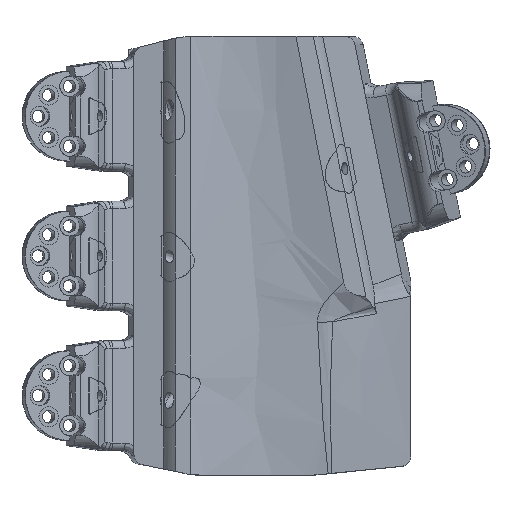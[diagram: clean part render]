
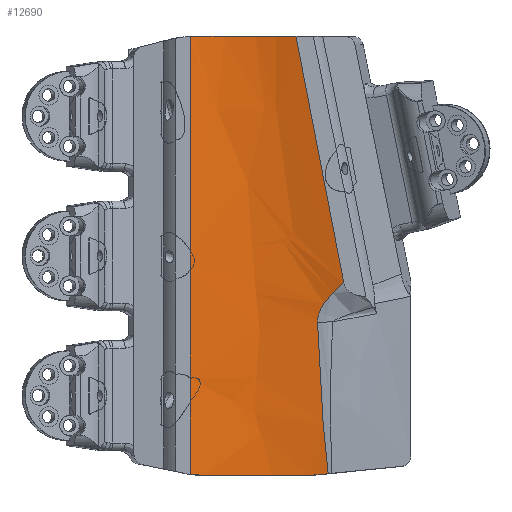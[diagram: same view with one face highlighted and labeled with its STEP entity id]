
A CAD part, top view. The second image highlights one B-rep face of the part: STEP entity #12690.
In plain terms, the highlighted free-form (B-spline) face has degree [3, 3] with [5, 4] control points.
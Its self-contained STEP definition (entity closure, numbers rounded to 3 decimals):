
#117=B_SPLINE_SURFACE_WITH_KNOTS('',3,3,((#22997,#22998,#22999,#23000),
(#23001,#23002,#23003,#23004),(#23005,#23006,#23007,#23008),(#23009,#23010,
#23011,#23012),(#23013,#23014,#23015,#23016)),.UNSPECIFIED.,.F.,.F.,.F.,
(4,1,4),(4,4),(0.,0.571,1.),(0.033,
0.989),.UNSPECIFIED.);
#359=B_SPLINE_CURVE_WITH_KNOTS('',3,(#22809,#22810,#22811,#22812,#22813,
#22814,#22815),.UNSPECIFIED.,.F.,.F.,(4,3,4),(0.075,0.924,
2.156),.UNSPECIFIED.);
#363=B_SPLINE_CURVE_WITH_KNOTS('',3,(#22916,#22917,#22918,#22919),
 .UNSPECIFIED.,.F.,.F.,(4,4),(1.068,1.315),
 .UNSPECIFIED.);
#370=B_SPLINE_CURVE_WITH_KNOTS('',3,(#22993,#22994,#22995,#22996),
 .UNSPECIFIED.,.F.,.F.,(4,4),(-6.495,-6.42),
 .UNSPECIFIED.);
#371=B_SPLINE_CURVE_WITH_KNOTS('',3,(#23028,#23029,#23030,#23031,#23032,
#23033,#23034),.UNSPECIFIED.,.F.,.F.,(4,3,4),(-0.305,-0.153,
0.),.UNSPECIFIED.);
#372=B_SPLINE_CURVE_WITH_KNOTS('',3,(#23036,#23037,#23038,#23039,#23040,
#23041,#23042),.UNSPECIFIED.,.F.,.F.,(4,3,4),(0.15,0.84,
2.208),.UNSPECIFIED.);
#373=B_SPLINE_CURVE_WITH_KNOTS('',3,(#23043,#23044,#23045,#23046),
 .UNSPECIFIED.,.F.,.F.,(4,4),(-7.315,-7.114),
 .UNSPECIFIED.);
#374=B_SPLINE_CURVE_WITH_KNOTS('',3,(#23048,#23049,#23050,#23051,#23052,
#23053),.UNSPECIFIED.,.F.,.F.,(4,1,1,4),(-3.054,-1.309,
-0.436,-0.004),.UNSPECIFIED.);
#375=B_SPLINE_CURVE_WITH_KNOTS('',3,(#23055,#23056,#23057,#23058,#23059,
#23060),.UNSPECIFIED.,.F.,.F.,(4,1,1,4),(-1.095,-0.581,
-0.194,0.),.UNSPECIFIED.);
#1427=FACE_OUTER_BOUND('',#2138,.T.);
#2138=EDGE_LOOP('',(#9766,#9767,#9768,#9769,#9770,#9771,#9772,#9773,#9774,
#9775,#9776,#9777,#9778,#9779));
#3430=LINE('',#23018,#4466);
#3431=LINE('',#23020,#4467);
#3432=LINE('',#23022,#4468);
#3433=LINE('',#23024,#4469);
#3434=LINE('',#23026,#4470);
#3435=LINE('',#23061,#4471);
#4466=VECTOR('',#15510,92.);
#4467=VECTOR('',#15511,10.);
#4468=VECTOR('',#15512,92.);
#4469=VECTOR('',#15513,10.);
#4470=VECTOR('',#15514,92.);
#4471=VECTOR('',#15515,93.715);
#5523=VERTEX_POINT('',#22806);
#5524=VERTEX_POINT('',#22808);
#5553=VERTEX_POINT('',#22908);
#5554=VERTEX_POINT('',#22915);
#5565=VERTEX_POINT('',#22991);
#5566=VERTEX_POINT('',#23017);
#5567=VERTEX_POINT('',#23019);
#5568=VERTEX_POINT('',#23021);
#5569=VERTEX_POINT('',#23023);
#5570=VERTEX_POINT('',#23025);
#5571=VERTEX_POINT('',#23027);
#5572=VERTEX_POINT('',#23035);
#5573=VERTEX_POINT('',#23047);
#5574=VERTEX_POINT('',#23054);
#7025=EDGE_CURVE('',#5523,#5524,#359,.T.);
#7058=EDGE_CURVE('',#5553,#5554,#363,.T.);
#7075=EDGE_CURVE('',#5565,#5523,#370,.T.);
#7076=EDGE_CURVE('',#5566,#5565,#3430,.T.);
#7077=EDGE_CURVE('',#5566,#5567,#3431,.T.);
#7078=EDGE_CURVE('',#5568,#5567,#3432,.T.);
#7079=EDGE_CURVE('',#5568,#5569,#3433,.T.);
#7080=EDGE_CURVE('',#5570,#5569,#3434,.T.);
#7081=EDGE_CURVE('',#5571,#5570,#371,.T.);
#7082=EDGE_CURVE('',#5572,#5571,#372,.T.);
#7083=EDGE_CURVE('',#5554,#5572,#373,.T.);
#7084=EDGE_CURVE('',#5573,#5553,#374,.T.);
#7085=EDGE_CURVE('',#5574,#5573,#375,.T.);
#7086=EDGE_CURVE('',#5524,#5574,#3435,.T.);
#9766=ORIENTED_EDGE('',*,*,#7075,.F.);
#9767=ORIENTED_EDGE('',*,*,#7076,.F.);
#9768=ORIENTED_EDGE('',*,*,#7077,.T.);
#9769=ORIENTED_EDGE('',*,*,#7078,.F.);
#9770=ORIENTED_EDGE('',*,*,#7079,.T.);
#9771=ORIENTED_EDGE('',*,*,#7080,.F.);
#9772=ORIENTED_EDGE('',*,*,#7081,.F.);
#9773=ORIENTED_EDGE('',*,*,#7082,.F.);
#9774=ORIENTED_EDGE('',*,*,#7083,.F.);
#9775=ORIENTED_EDGE('',*,*,#7058,.F.);
#9776=ORIENTED_EDGE('',*,*,#7084,.F.);
#9777=ORIENTED_EDGE('',*,*,#7085,.F.);
#9778=ORIENTED_EDGE('',*,*,#7086,.F.);
#9779=ORIENTED_EDGE('',*,*,#7025,.F.);
#12690=ADVANCED_FACE('',(#1427),#117,.T.);
#15510=DIRECTION('',(0.,-1.,0.));
#15511=DIRECTION('',(0.,1.,0.));
#15512=DIRECTION('',(0.,-1.,0.));
#15513=DIRECTION('',(0.,1.,0.));
#15514=DIRECTION('',(0.,-1.,0.));
#15515=DIRECTION('',(0.,0.982,-0.19));
#22806=CARTESIAN_POINT('',(-8.797,3.,43.53));
#22808=CARTESIAN_POINT('',(-9.,3.,23.016));
#22809=CARTESIAN_POINT('Ctrl Pts',(-8.797,3.,43.53));
#22810=CARTESIAN_POINT('Ctrl Pts',(-8.059,3.,40.803));
#22811=CARTESIAN_POINT('Ctrl Pts',(-7.626,3.,37.993));
#22812=CARTESIAN_POINT('Ctrl Pts',(-7.512,3.,35.17));
#22813=CARTESIAN_POINT('Ctrl Pts',(-7.346,3.,31.074));
#22814=CARTESIAN_POINT('Ctrl Pts',(-7.85,3.,26.951));
#22815=CARTESIAN_POINT('Ctrl Pts',(-9.,3.,23.016));
#22908=CARTESIAN_POINT('',(-6.716,90.657,16.568));
#22915=CARTESIAN_POINT('',(-6.435,90.901,19.007));
#22916=CARTESIAN_POINT('Ctrl Pts',(-6.719,90.657,16.569));
#22917=CARTESIAN_POINT('Ctrl Pts',(-6.609,90.738,17.38));
#22918=CARTESIAN_POINT('Ctrl Pts',(-6.516,90.819,18.193));
#22919=CARTESIAN_POINT('Ctrl Pts',(-6.438,90.901,19.008));
#22991=CARTESIAN_POINT('',(-9.,3.013,44.25));
#22993=CARTESIAN_POINT('Ctrl Pts',(-9.,3.013,44.25));
#22994=CARTESIAN_POINT('Ctrl Pts',(-8.93,3.004,44.01));
#22995=CARTESIAN_POINT('Ctrl Pts',(-8.862,3.,43.77));
#22996=CARTESIAN_POINT('Ctrl Pts',(-8.797,3.,43.53));
#22997=CARTESIAN_POINT('Ctrl Pts',(-9.,3.,23.016));
#22998=CARTESIAN_POINT('Ctrl Pts',(-9.,32.333,17.325));
#22999=CARTESIAN_POINT('Ctrl Pts',(-9.,61.667,11.635));
#23000=CARTESIAN_POINT('Ctrl Pts',(-9.,91.,5.944));
#23001=CARTESIAN_POINT('Ctrl Pts',(-7.85,3.,26.951));
#23002=CARTESIAN_POINT('Ctrl Pts',(-7.514,32.333,22.309));
#23003=CARTESIAN_POINT('Ctrl Pts',(-7.181,61.667,17.668));
#23004=CARTESIAN_POINT('Ctrl Pts',(-6.845,91.,13.027));
#23005=CARTESIAN_POINT('Ctrl Pts',(-6.967,3.,34.166));
#23006=CARTESIAN_POINT('Ctrl Pts',(-6.374,32.333,31.465));
#23007=CARTESIAN_POINT('Ctrl Pts',(-5.78,61.667,28.764));
#23008=CARTESIAN_POINT('Ctrl Pts',(-5.187,91.,26.063));
#23009=CARTESIAN_POINT('Ctrl Pts',(-8.138,3.,41.299));
#23010=CARTESIAN_POINT('Ctrl Pts',(-7.886,32.333,40.512));
#23011=CARTESIAN_POINT('Ctrl Pts',(-7.635,61.667,39.725));
#23012=CARTESIAN_POINT('Ctrl Pts',(-7.384,91.,38.938));
#23013=CARTESIAN_POINT('Ctrl Pts',(-9.,3.,44.25));
#23014=CARTESIAN_POINT('Ctrl Pts',(-9.,32.333,44.25));
#23015=CARTESIAN_POINT('Ctrl Pts',(-9.,61.667,44.25));
#23016=CARTESIAN_POINT('Ctrl Pts',(-9.,91.,44.25));
#23017=CARTESIAN_POINT('',(-9.,45.985,44.25));
#23018=CARTESIAN_POINT('',(-9.,0.,44.25));
#23019=CARTESIAN_POINT('',(-9.,49.737,44.25));
#23020=CARTESIAN_POINT('',(-9.,91.,44.25));
#23021=CARTESIAN_POINT('',(-9.,71.492,44.25));
#23022=CARTESIAN_POINT('',(-9.,0.,44.25));
#23023=CARTESIAN_POINT('',(-9.,76.262,44.25));
#23024=CARTESIAN_POINT('',(-9.,91.,44.25));
#23025=CARTESIAN_POINT('',(-9.,90.786,44.25));
#23026=CARTESIAN_POINT('',(-9.,0.,44.25));
#23027=CARTESIAN_POINT('',(-8.185,91.,41.331));
#23028=CARTESIAN_POINT('Ctrl Pts',(-8.185,91.,41.33));
#23029=CARTESIAN_POINT('Ctrl Pts',(-8.309,91.,41.82));
#23030=CARTESIAN_POINT('Ctrl Pts',(-8.44,90.982,42.309));
#23031=CARTESIAN_POINT('Ctrl Pts',(-8.576,90.946,42.796));
#23032=CARTESIAN_POINT('Ctrl Pts',(-8.712,90.91,43.283));
#23033=CARTESIAN_POINT('Ctrl Pts',(-8.853,90.857,43.768));
#23034=CARTESIAN_POINT('Ctrl Pts',(-9.,90.786,44.25));
#23035=CARTESIAN_POINT('',(-6.278,91.,20.998));
#23036=CARTESIAN_POINT('Ctrl Pts',(-6.28,91.,20.998));
#23037=CARTESIAN_POINT('Ctrl Pts',(-6.137,91.,23.286));
#23038=CARTESIAN_POINT('Ctrl Pts',(-6.112,91.,25.582));
#23039=CARTESIAN_POINT('Ctrl Pts',(-6.209,91.,27.872));
#23040=CARTESIAN_POINT('Ctrl Pts',(-6.4,91.,32.41));
#23041=CARTESIAN_POINT('Ctrl Pts',(-7.064,91.,36.929));
#23042=CARTESIAN_POINT('Ctrl Pts',(-8.185,91.,41.33));
#23043=CARTESIAN_POINT('Ctrl Pts',(-6.435,90.901,19.007));
#23044=CARTESIAN_POINT('Ctrl Pts',(-6.372,90.967,19.669));
#23045=CARTESIAN_POINT('Ctrl Pts',(-6.32,91.,20.333));
#23046=CARTESIAN_POINT('Ctrl Pts',(-6.278,91.,20.998));
#23047=CARTESIAN_POINT('',(-7.405,60.299,18.695));
#23048=CARTESIAN_POINT('Ctrl Pts',(-7.405,60.299,18.695));
#23049=CARTESIAN_POINT('Ctrl Pts',(-7.246,66.095,18.401));
#23050=CARTESIAN_POINT('Ctrl Pts',(-7.018,74.779,17.983));
#23051=CARTESIAN_POINT('Ctrl Pts',(-6.797,84.914,17.289));
#23052=CARTESIAN_POINT('Ctrl Pts',(-6.731,89.232,16.786));
#23053=CARTESIAN_POINT('Ctrl Pts',(-6.716,90.657,16.568));
#23054=CARTESIAN_POINT('',(-9.,52.376,13.437));
#23055=CARTESIAN_POINT('Ctrl Pts',(-9.,52.371,13.44));
#23056=CARTESIAN_POINT('Ctrl Pts',(-8.611,53.252,14.564));
#23057=CARTESIAN_POINT('Ctrl Pts',(-8.032,54.983,16.461));
#23058=CARTESIAN_POINT('Ctrl Pts',(-7.552,57.75,18.364));
#23059=CARTESIAN_POINT('Ctrl Pts',(-7.423,59.656,18.727));
#23060=CARTESIAN_POINT('Ctrl Pts',(-7.405,60.299,18.695));
#23061=CARTESIAN_POINT('',(-9.,0.,23.598));
